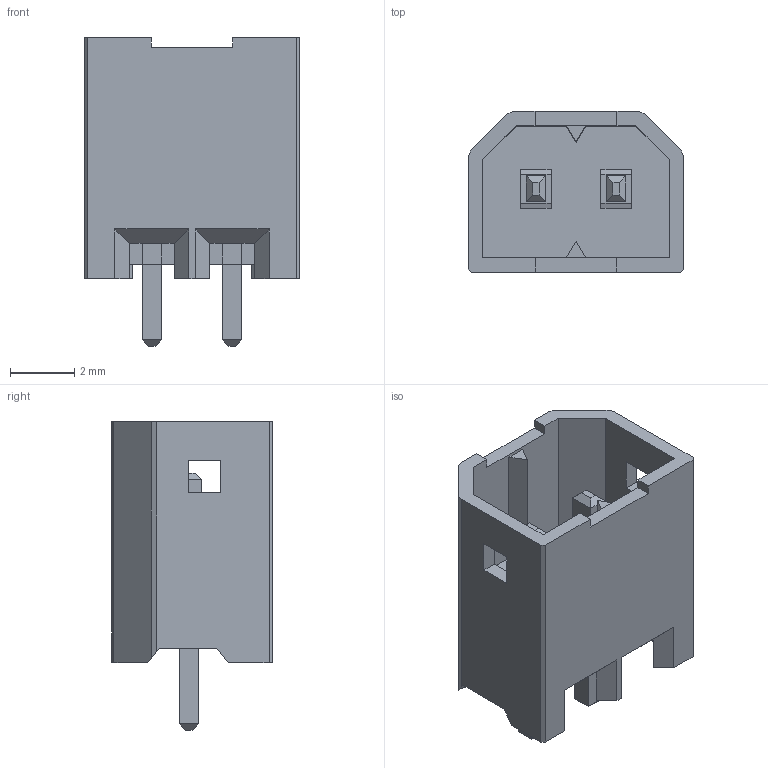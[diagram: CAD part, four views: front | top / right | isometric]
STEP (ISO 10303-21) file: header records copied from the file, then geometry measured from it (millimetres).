
FILE_DESCRIPTION(/* description */ ('Unknown'),/* implementation_level */ '2;1');
FILE_NAME(/* name */ '691347010002B',/* time_stamp */ '2020-07-15T13:38:02+02:00',/* author */ ('Unknown'),/* organization */ ('Unknown'),/* preprocessor_version */ 'ST-DEVELOPER v16.7',/* originating_system */ 'DEX',/* authorisation */ $);
FILE_SCHEMA (('AUTOMOTIVE_DESIGN {1 0 10303 214 3 1 1}'));
Length unit declared in the file: millimetre
Products named in the file (3): 6913470100xxB; 691347010002B; 6913470100xxB_pin
Assembly tree (3 placements, depth 2):
  6913470100xxB
    691347010002B
    6913470100xxB_pin  x2
Bounding box: 6.7 x 5 x 9.6 mm (x, y, z)
Volume: 109.5 mm3; surface area: 443.7 mm2
Topology: 3 solids, 3 shells, 222 faces, 600 edges, 388 vertices
Faces by surface type: plane 220, cylinder 2
Full cylindrical faces by diameter (mm): 0.5 x2
Entity records: 5882 total; most frequent: CARTESIAN_POINT 1039, ORIENTED_EDGE 1028, DIRECTION 898, EDGE_CURVE 514, LINE 512, VECTOR 512, VERTEX_POINT 334, EDGE_LOOP 198
